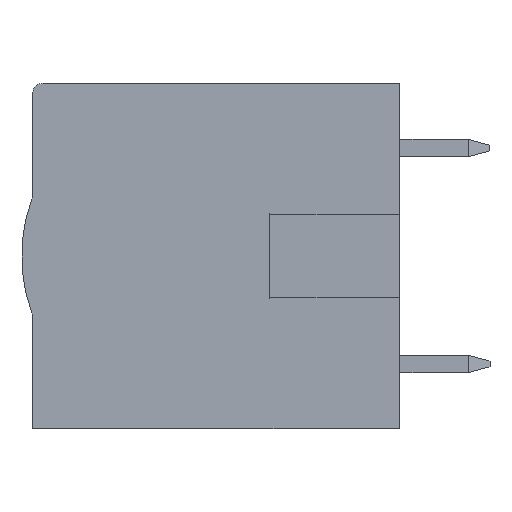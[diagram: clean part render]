
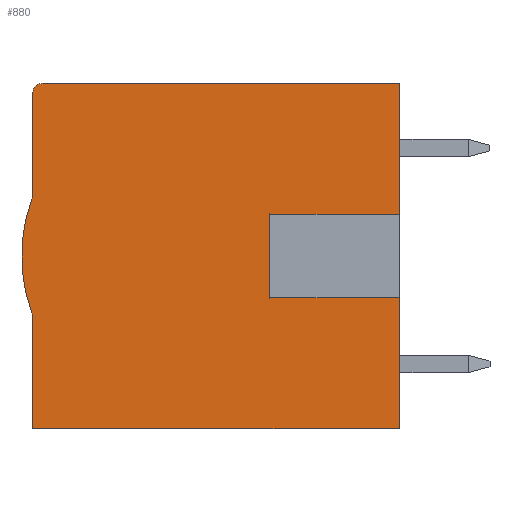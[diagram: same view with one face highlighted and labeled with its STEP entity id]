
A CAD part, left-side view. The second image highlights one B-rep face of the part: STEP entity #880.
In plain terms, the highlighted planar face has unit normal (-1, 0, 0).
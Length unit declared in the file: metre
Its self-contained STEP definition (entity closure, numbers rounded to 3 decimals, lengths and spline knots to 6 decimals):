
#880=ADVANCED_FACE('',(#1835),#1836,.F.);
#1835=FACE_OUTER_BOUND('',#2935,.T.);
#1836=PLANE('',#2936);
#2935=EDGE_LOOP('',(#5667,#5668,#5669,#5670,#5671,#5672,#5673,#5674,#5675,#5676,#5677));
#2936=AXIS2_PLACEMENT_3D('',#5678,#5679,#5680);
#5667=ORIENTED_EDGE('',*,*,#6580,.T.);
#5668=ORIENTED_EDGE('',*,*,#6582,.T.);
#5669=ORIENTED_EDGE('',*,*,#6571,.T.);
#5670=ORIENTED_EDGE('',*,*,#6971,.F.);
#5671=ORIENTED_EDGE('',*,*,#7223,.T.);
#5672=ORIENTED_EDGE('',*,*,#6848,.F.);
#5673=ORIENTED_EDGE('',*,*,#7187,.F.);
#5674=ORIENTED_EDGE('',*,*,#6844,.F.);
#5675=ORIENTED_EDGE('',*,*,#6842,.F.);
#5676=ORIENTED_EDGE('',*,*,#6558,.T.);
#5677=ORIENTED_EDGE('',*,*,#6584,.F.);
#5678=CARTESIAN_POINT('',(0.,0.016394,0.));
#5679=DIRECTION('',(1.0,0.,0.));
#5680=DIRECTION('',(0.0,1.0,0.));
#6558=EDGE_CURVE('',#8019,#8017,#8020,.T.);
#6571=EDGE_CURVE('',#8042,#8040,#8043,.T.);
#6580=EDGE_CURVE('',#8052,#8054,#8056,.T.);
#6582=EDGE_CURVE('',#8054,#8042,#8058,.T.);
#6584=EDGE_CURVE('',#8052,#8017,#8060,.T.);
#6842=EDGE_CURVE('',#8019,#8467,#8471,.T.);
#6844=EDGE_CURVE('',#8467,#8473,#8474,.T.);
#6848=EDGE_CURVE('',#8479,#8481,#8482,.T.);
#6971=EDGE_CURVE('',#8660,#8040,#8662,.T.);
#7187=EDGE_CURVE('',#8473,#8479,#8956,.T.);
#7223=EDGE_CURVE('',#8660,#8481,#9002,.T.);
#8017=VERTEX_POINT('',#10112);
#8019=VERTEX_POINT('',#10115);
#8020=LINE('',#10116,#10117);
#8040=VERTEX_POINT('',#10148);
#8042=VERTEX_POINT('',#10151);
#8043=LINE('',#10152,#10153);
#8052=VERTEX_POINT('',#10166);
#8054=VERTEX_POINT('',#10169);
#8056=LINE('',#10172,#10173);
#8058=LINE('',#10175,#10176);
#8060=LINE('',#10178,#10179);
#8467=VERTEX_POINT('',#10897);
#8471=LINE('',#10904,#10905);
#8473=VERTEX_POINT('',#10907);
#8474=LINE('',#10908,#10909);
#8479=VERTEX_POINT('',#10916);
#8481=VERTEX_POINT('',#10919);
#8482=LINE('',#10920,#10921);
#8660=VERTEX_POINT('',#11202);
#8662=LINE('',#11205,#11206);
#8956=CIRCLE('',#11681,0.007722);
#9002=CIRCLE('',#11758,0.000495);
#10112=CARTESIAN_POINT('',(0.,0.,-0.009932));
#10115=CARTESIAN_POINT('',(0.0,0.,-0.016009));
#10116=CARTESIAN_POINT('',(0.0,0.,-0.019889));
#10117=VECTOR('',#12468,1.0);
#10148=CARTESIAN_POINT('',(0.,0.,-0.000009));
#10151=CARTESIAN_POINT('',(0.,0.,-0.006086));
#10152=CARTESIAN_POINT('',(0.0,0.,-0.019889));
#10153=VECTOR('',#12481,1.0);
#10166=CARTESIAN_POINT('',(0.,0.006,-0.009932));
#10169=CARTESIAN_POINT('',(0.,0.006,-0.006086));
#10172=CARTESIAN_POINT('',(0.,0.006,-0.006086));
#10173=VECTOR('',#12488,1.0);
#10175=CARTESIAN_POINT('',(0.,0.006,-0.006086));
#10176=VECTOR('',#12489,1.0);
#10178=CARTESIAN_POINT('',(0.,0.006,-0.009932));
#10179=VECTOR('',#12490,1.0);
#10897=CARTESIAN_POINT('',(0.,0.017,-0.016009));
#10904=CARTESIAN_POINT('',(0.,0.016394,-0.016009));
#10905=VECTOR('',#12737,1.0);
#10907=CARTESIAN_POINT('',(0.,0.017,-0.010743));
#10908=CARTESIAN_POINT('',(0.,0.017,-0.010979));
#10909=VECTOR('',#12738,1.0);
#10916=CARTESIAN_POINT('',(0.,0.017,-0.005276));
#10919=CARTESIAN_POINT('',(0.,0.017,-0.000504));
#10920=CARTESIAN_POINT('',(0.,0.017,-0.010979));
#10921=VECTOR('',#12742,1.0);
#11202=CARTESIAN_POINT('',(0.,0.016505,-0.000009));
#11205=CARTESIAN_POINT('',(0.0,0.,-0.000009));
#11206=VECTOR('',#12850,1.0);
#11681=AXIS2_PLACEMENT_3D('',#13028,#13029,#13030);
#11758=AXIS2_PLACEMENT_3D('',#13056,#13057,#13058);
#12468=DIRECTION('',(0.,0.,1.0));
#12481=DIRECTION('',(0.,0.,1.0));
#12488=DIRECTION('',(0.0,0.,1.0));
#12489=DIRECTION('',(0.0,-1.0,-0.0));
#12490=DIRECTION('',(0.0,-1.0,-0.0));
#12737=DIRECTION('',(0.,1.0,0.));
#12738=DIRECTION('',(0.,0.,1.0));
#12742=DIRECTION('',(0.,0.,1.0));
#12850=DIRECTION('',(0.,-1.0,0.));
#13028=CARTESIAN_POINT('',(0.,0.009778,-0.008009));
#13029=DIRECTION('',(1.0,0.,0.));
#13030=DIRECTION('',(0.,0.,1.0));
#13056=CARTESIAN_POINT('',(0.,0.016505,-0.000504));
#13057=DIRECTION('',(-1.0,0.,0.));
#13058=DIRECTION('',(0.,0.,1.0));
